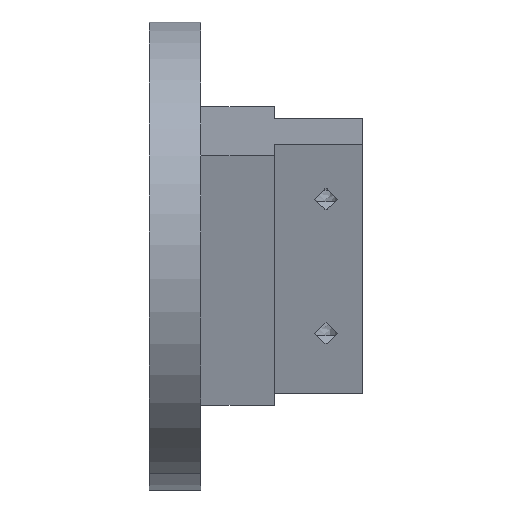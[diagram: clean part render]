
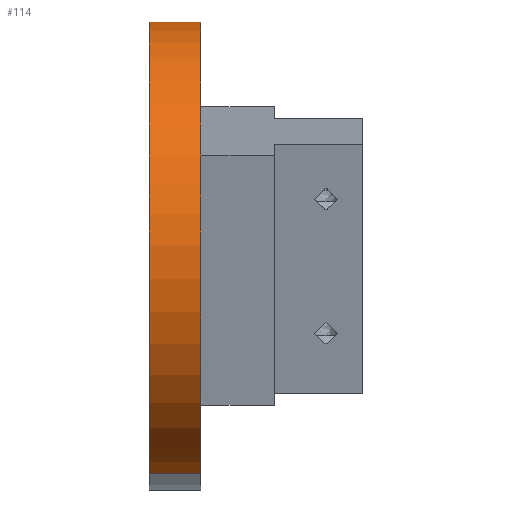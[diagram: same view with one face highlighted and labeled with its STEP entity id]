
A CAD part, top view. The second image highlights one B-rep face of the part: STEP entity #114.
In plain terms, the highlighted free-form (B-spline) face has degree [1, 2] with [2, 5] control points.
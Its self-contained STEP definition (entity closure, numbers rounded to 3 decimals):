
#114=ADVANCED_FACE('',(#164),#930,.T.);
#164=FACE_OUTER_BOUND('',#246,.T.);
#246=EDGE_LOOP('',(#417,#418,#419,#420));
#417=ORIENTED_EDGE('',*,*,#608,.T.);
#418=ORIENTED_EDGE('',*,*,#610,.T.);
#419=ORIENTED_EDGE('',*,*,#558,.F.);
#420=ORIENTED_EDGE('',*,*,#609,.F.);
#558=EDGE_CURVE('',#809,#810,#696,.T.);
#608=EDGE_CURVE('',#843,#844,#746,.T.);
#609=EDGE_CURVE('',#843,#809,#747,.T.);
#610=EDGE_CURVE('',#844,#810,#748,.T.);
#696=(
BOUNDED_CURVE()
B_SPLINE_CURVE(1,(#1416,#1417),.UNSPECIFIED.,.F.,.F.)
B_SPLINE_CURVE_WITH_KNOTS((2,2),(0.,7.),.UNSPECIFIED.)
CURVE()
GEOMETRIC_REPRESENTATION_ITEM()
RATIONAL_B_SPLINE_CURVE((1.,1.))
REPRESENTATION_ITEM('')
);
#746=(
BOUNDED_CURVE()
B_SPLINE_CURVE(1,(#1615,#1616),.UNSPECIFIED.,.F.,.F.)
B_SPLINE_CURVE_WITH_KNOTS((2,2),(0.,7.),.UNSPECIFIED.)
CURVE()
GEOMETRIC_REPRESENTATION_ITEM()
RATIONAL_B_SPLINE_CURVE((1.,1.))
REPRESENTATION_ITEM('')
);
#747=(
BOUNDED_CURVE()
B_SPLINE_CURVE(2,(#1617,#1618,#1619,#1620,#1621),.UNSPECIFIED.,.F.,.F.)
B_SPLINE_CURVE_WITH_KNOTS((3,2,3),(-68.487,-34.244,
0.),.UNSPECIFIED.)
CURVE()
GEOMETRIC_REPRESENTATION_ITEM()
RATIONAL_B_SPLINE_CURVE((1.,0.707,1.,0.707,1.))
REPRESENTATION_ITEM('')
);
#748=(
BOUNDED_CURVE()
B_SPLINE_CURVE(2,(#1622,#1623,#1624,#1625,#1626),.UNSPECIFIED.,.F.,.F.)
B_SPLINE_CURVE_WITH_KNOTS((3,2,3),(-68.487,-34.244,
0.),.UNSPECIFIED.)
CURVE()
GEOMETRIC_REPRESENTATION_ITEM()
RATIONAL_B_SPLINE_CURVE((1.,0.707,1.,0.707,1.))
REPRESENTATION_ITEM('')
);
#809=VERTEX_POINT('',#1343);
#810=VERTEX_POINT('',#1344);
#843=VERTEX_POINT('',#1377);
#844=VERTEX_POINT('',#1378);
#930=(
BOUNDED_SURFACE()
B_SPLINE_SURFACE(1,2,((#1173,#1174,#1175,#1176,#1177),(#1178,#1179,#1180,
#1181,#1182)),.UNSPECIFIED.,.F.,.F.,.F.)
B_SPLINE_SURFACE_WITH_KNOTS((2,2),(3,2,3),(0.,7.),(-68.487,-34.244,
0.),.UNSPECIFIED.)
GEOMETRIC_REPRESENTATION_ITEM()
RATIONAL_B_SPLINE_SURFACE(((1.,0.707,1.,0.707,1.),
(1.,0.707,1.,0.707,1.)))
REPRESENTATION_ITEM('')
SURFACE()
);
#1173=CARTESIAN_POINT('',(264.746,-109.416,33.882));
#1174=CARTESIAN_POINT('',(264.746,-97.657,63.428));
#1175=CARTESIAN_POINT('',(264.746,-127.203,75.187));
#1176=CARTESIAN_POINT('',(264.746,-156.75,86.946));
#1177=CARTESIAN_POINT('',(264.746,-168.509,57.4));
#1178=CARTESIAN_POINT('',(257.746,-109.416,33.882));
#1179=CARTESIAN_POINT('',(257.746,-97.657,63.428));
#1180=CARTESIAN_POINT('',(257.746,-127.203,75.187));
#1181=CARTESIAN_POINT('',(257.746,-156.75,86.946));
#1182=CARTESIAN_POINT('',(257.746,-168.509,57.4));
#1343=CARTESIAN_POINT('',(264.746,-168.509,57.4));
#1344=CARTESIAN_POINT('',(257.746,-168.509,57.4));
#1377=CARTESIAN_POINT('',(264.746,-109.416,33.882));
#1378=CARTESIAN_POINT('',(257.746,-109.416,33.882));
#1416=CARTESIAN_POINT('',(264.746,-168.509,57.4));
#1417=CARTESIAN_POINT('',(257.746,-168.509,57.4));
#1615=CARTESIAN_POINT('',(264.746,-109.416,33.882));
#1616=CARTESIAN_POINT('',(257.746,-109.416,33.882));
#1617=CARTESIAN_POINT('',(264.746,-109.416,33.882));
#1618=CARTESIAN_POINT('',(264.746,-97.657,63.428));
#1619=CARTESIAN_POINT('',(264.746,-127.203,75.187));
#1620=CARTESIAN_POINT('',(264.746,-156.75,86.946));
#1621=CARTESIAN_POINT('',(264.746,-168.509,57.4));
#1622=CARTESIAN_POINT('',(257.746,-109.416,33.882));
#1623=CARTESIAN_POINT('',(257.746,-97.657,63.428));
#1624=CARTESIAN_POINT('',(257.746,-127.203,75.187));
#1625=CARTESIAN_POINT('',(257.746,-156.75,86.946));
#1626=CARTESIAN_POINT('',(257.746,-168.509,57.4));
